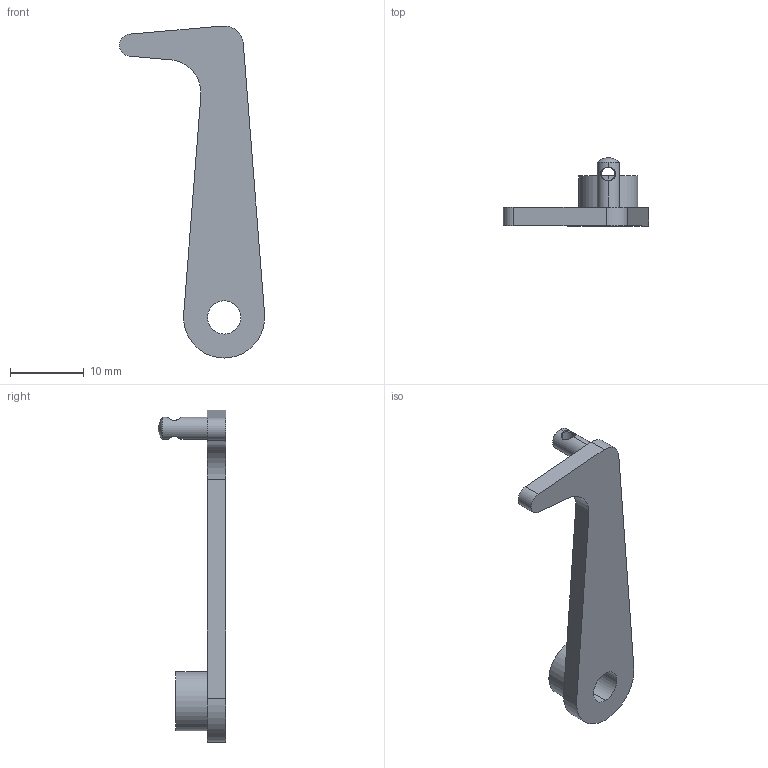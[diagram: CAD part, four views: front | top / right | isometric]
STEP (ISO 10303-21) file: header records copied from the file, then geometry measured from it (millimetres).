
FILE_DESCRIPTION (( 'STEP AP214' ), '1' );
FILE_NAME ('Base Cam Right.STEP', '2025-07-06T08:35:26', ( '' ), ( '' ), 'SwSTEP 2.0', 'SolidWorks 2025', '' );
FILE_SCHEMA (( 'AUTOMOTIVE_DESIGN' ));
Length unit declared in the file: millimetre
Products named in the file (1): Base Cam Right
Bounding box: 19.67 x 9.2 x 44.99 mm (x, y, z)
Volume: 1161.4 mm3; surface area: 1348.4 mm2
Topology: 1 solids, 1 shells, 25 faces, 70 edges, 46 vertices
Faces by surface type: cylinder 13, plane 7, bspline 4, sphere 1
Entity records: 2939 total; most frequent: CARTESIAN_POINT 2295, ORIENTED_EDGE 134, DIRECTION 115, EDGE_CURVE 67, VERTEX_POINT 44, AXIS2_PLACEMENT_3D 44, EDGE_LOOP 29, VECTOR 27
